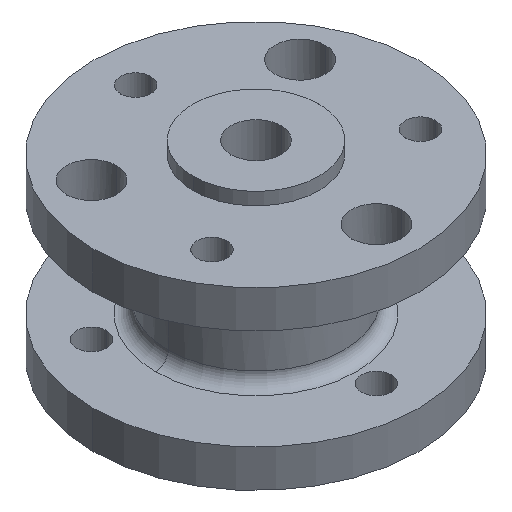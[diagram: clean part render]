
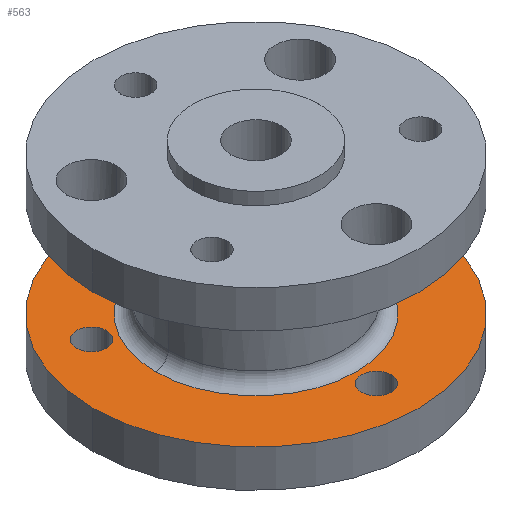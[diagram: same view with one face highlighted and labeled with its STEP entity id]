
A CAD part, isometric view. The second image highlights one B-rep face of the part: STEP entity #563.
In plain terms, the highlighted planar face has unit normal (0, 0, 1).
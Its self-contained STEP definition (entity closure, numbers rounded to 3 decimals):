
#2 = FACE_BOUND ( 'NONE', #109, .T. ) ;
#22 = DIRECTION ( 'NONE',  ( -1., 0., 0. ) ) ;
#24 = DIRECTION ( 'NONE',  ( 0., 0., -1. ) ) ;
#46 = VERTEX_POINT ( 'NONE', #357 ) ;
#53 = VERTEX_POINT ( 'NONE', #883 ) ;
#109 = EDGE_LOOP ( 'NONE', ( #1104, #417 ) ) ;
#119 = FACE_BOUND ( 'NONE', #834, .T. ) ;
#123 = EDGE_CURVE ( 'NONE', #689, #776, #738, .T. ) ;
#128 = AXIS2_PLACEMENT_3D ( 'NONE', #538, #547, #1609 ) ;
#135 = DIRECTION ( 'NONE',  ( -1., 0., 0. ) ) ;
#167 = ORIENTED_EDGE ( 'NONE', *, *, #1647, .T. ) ;
#168 = EDGE_LOOP ( 'NONE', ( #1032, #167 ) ) ;
#217 = CIRCLE ( 'NONE', #989, 65. ) ;
#218 = AXIS2_PLACEMENT_3D ( 'NONE', #1315, #1451, #671 ) ;
#256 = EDGE_CURVE ( 'NONE', #53, #755, #679, .T. ) ;
#336 = AXIS2_PLACEMENT_3D ( 'NONE', #422, #24, #949 ) ;
#343 = DIRECTION ( 'NONE',  ( 0., 0., -1. ) ) ;
#351 = CARTESIAN_POINT ( 'NONE',  ( 41.569, 24., 20. ) ) ;
#355 = AXIS2_PLACEMENT_3D ( 'NONE', #903, #1577, #1312 ) ;
#357 = CARTESIAN_POINT ( 'NONE',  ( 47.569, 24., 20. ) ) ;
#367 = CARTESIAN_POINT ( 'NONE',  ( -47.569, 24., 20. ) ) ;
#372 = CARTESIAN_POINT ( 'NONE',  ( 6., -48., 20. ) ) ;
#388 = FACE_BOUND ( 'NONE', #168, .T. ) ;
#406 = CARTESIAN_POINT ( 'NONE',  ( -6., -48., 20. ) ) ;
#417 = ORIENTED_EDGE ( 'NONE', *, *, #1249, .T. ) ;
#422 = CARTESIAN_POINT ( 'NONE',  ( 0., -48., 20. ) ) ;
#428 = DIRECTION ( 'NONE',  ( 0., 0., -1. ) ) ;
#447 = VERTEX_POINT ( 'NONE', #498 ) ;
#455 = CARTESIAN_POINT ( 'NONE',  ( 0., 0., 20. ) ) ;
#479 = DIRECTION ( 'NONE',  ( -1., 0., 0. ) ) ;
#497 = AXIS2_PLACEMENT_3D ( 'NONE', #1323, #1313, #135 ) ;
#498 = CARTESIAN_POINT ( 'NONE',  ( 65., 0., 20. ) ) ;
#513 = ORIENTED_EDGE ( 'NONE', *, *, #1690, .T. ) ;
#538 = CARTESIAN_POINT ( 'NONE',  ( 0., 65., 20. ) ) ;
#547 = DIRECTION ( 'NONE',  ( 0., 0., -1. ) ) ;
#563 = ADVANCED_FACE ( 'NONE', ( #1445, #388, #2, #119, #936 ), #1062, .F. ) ;
#579 = EDGE_LOOP ( 'NONE', ( #647, #957 ) ) ;
#589 = EDGE_CURVE ( 'NONE', #755, #53, #902, .T. ) ;
#598 = EDGE_CURVE ( 'NONE', #447, #811, #217, .T. ) ;
#606 = CIRCLE ( 'NONE', #1267, 6. ) ;
#623 = CARTESIAN_POINT ( 'NONE',  ( -40., 0., 20. ) ) ;
#630 = AXIS2_PLACEMENT_3D ( 'NONE', #351, #343, #1535 ) ;
#647 = ORIENTED_EDGE ( 'NONE', *, *, #919, .F. ) ;
#671 = DIRECTION ( 'NONE',  ( -1., 0., 0. ) ) ;
#679 = CIRCLE ( 'NONE', #1655, 40. ) ;
#689 = VERTEX_POINT ( 'NONE', #367 ) ;
#694 = DIRECTION ( 'NONE',  ( 0., 0., -1. ) ) ;
#710 = CARTESIAN_POINT ( 'NONE',  ( 0., 0., 20. ) ) ;
#720 = ORIENTED_EDGE ( 'NONE', *, *, #123, .T. ) ;
#738 = CIRCLE ( 'NONE', #355, 6. ) ;
#755 = VERTEX_POINT ( 'NONE', #623 ) ;
#764 = AXIS2_PLACEMENT_3D ( 'NONE', #710, #1105, #22 ) ;
#765 = ORIENTED_EDGE ( 'NONE', *, *, #256, .T. ) ;
#776 = VERTEX_POINT ( 'NONE', #1530 ) ;
#811 = VERTEX_POINT ( 'NONE', #868 ) ;
#812 = EDGE_CURVE ( 'NONE', #987, #1435, #606, .T. ) ;
#834 = EDGE_LOOP ( 'NONE', ( #720, #513 ) ) ;
#863 = DIRECTION ( 'NONE',  ( -1., 0., 0. ) ) ;
#868 = CARTESIAN_POINT ( 'NONE',  ( -65., 0., 20. ) ) ;
#872 = EDGE_LOOP ( 'NONE', ( #941, #765 ) ) ;
#883 = CARTESIAN_POINT ( 'NONE',  ( 40., 0., 20. ) ) ;
#902 = CIRCLE ( 'NONE', #764, 40. ) ;
#903 = CARTESIAN_POINT ( 'NONE',  ( -41.569, 24., 20. ) ) ;
#914 = CARTESIAN_POINT ( 'NONE',  ( 41.569, 24., 20. ) ) ;
#919 = EDGE_CURVE ( 'NONE', #811, #447, #969, .T. ) ;
#936 = FACE_OUTER_BOUND ( 'NONE', #579, .T. ) ;
#941 = ORIENTED_EDGE ( 'NONE', *, *, #589, .T. ) ;
#949 = DIRECTION ( 'NONE',  ( -1., 0., 0. ) ) ;
#956 = DIRECTION ( 'NONE',  ( -1., 0., 0. ) ) ;
#957 = ORIENTED_EDGE ( 'NONE', *, *, #598, .F. ) ;
#969 = CIRCLE ( 'NONE', #218, 65. ) ;
#987 = VERTEX_POINT ( 'NONE', #406 ) ;
#989 = AXIS2_PLACEMENT_3D ( 'NONE', #455, #428, #956 ) ;
#1015 = EDGE_CURVE ( 'NONE', #1230, #46, #1405, .T. ) ;
#1022 = CIRCLE ( 'NONE', #336, 6. ) ;
#1032 = ORIENTED_EDGE ( 'NONE', *, *, #812, .T. ) ;
#1062 = PLANE ( 'NONE',  #128 ) ;
#1104 = ORIENTED_EDGE ( 'NONE', *, *, #1015, .T. ) ;
#1105 = DIRECTION ( 'NONE',  ( 0., 0., -1. ) ) ;
#1140 = CARTESIAN_POINT ( 'NONE',  ( 0., -48., 20. ) ) ;
#1227 = DIRECTION ( 'NONE',  ( -1., 0., 0. ) ) ;
#1230 = VERTEX_POINT ( 'NONE', #1643 ) ;
#1249 = EDGE_CURVE ( 'NONE', #46, #1230, #1376, .T. ) ;
#1267 = AXIS2_PLACEMENT_3D ( 'NONE', #1140, #1671, #479 ) ;
#1312 = DIRECTION ( 'NONE',  ( -1., 0., 0. ) ) ;
#1313 = DIRECTION ( 'NONE',  ( 0., 0., -1. ) ) ;
#1315 = CARTESIAN_POINT ( 'NONE',  ( 0., 0., 20. ) ) ;
#1323 = CARTESIAN_POINT ( 'NONE',  ( -41.569, 24., 20. ) ) ;
#1376 = CIRCLE ( 'NONE', #630, 6. ) ;
#1405 = CIRCLE ( 'NONE', #1491, 6. ) ;
#1435 = VERTEX_POINT ( 'NONE', #372 ) ;
#1443 = DIRECTION ( 'NONE',  ( 0., 0., -1. ) ) ;
#1445 = FACE_BOUND ( 'NONE', #872, .T. ) ;
#1451 = DIRECTION ( 'NONE',  ( 0., 0., -1. ) ) ;
#1491 = AXIS2_PLACEMENT_3D ( 'NONE', #914, #1443, #1227 ) ;
#1499 = CARTESIAN_POINT ( 'NONE',  ( 0., 0., 20. ) ) ;
#1530 = CARTESIAN_POINT ( 'NONE',  ( -35.569, 24., 20. ) ) ;
#1535 = DIRECTION ( 'NONE',  ( -1., 0., 0. ) ) ;
#1577 = DIRECTION ( 'NONE',  ( 0., 0., -1. ) ) ;
#1603 = CIRCLE ( 'NONE', #497, 6. ) ;
#1609 = DIRECTION ( 'NONE',  ( -1., 0., 0. ) ) ;
#1643 = CARTESIAN_POINT ( 'NONE',  ( 35.569, 24., 20. ) ) ;
#1647 = EDGE_CURVE ( 'NONE', #1435, #987, #1022, .T. ) ;
#1655 = AXIS2_PLACEMENT_3D ( 'NONE', #1499, #694, #863 ) ;
#1671 = DIRECTION ( 'NONE',  ( 0., 0., -1. ) ) ;
#1690 = EDGE_CURVE ( 'NONE', #776, #689, #1603, .T. ) ;
